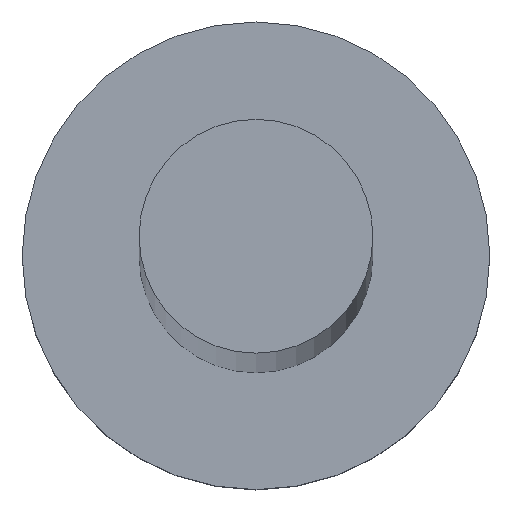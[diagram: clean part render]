
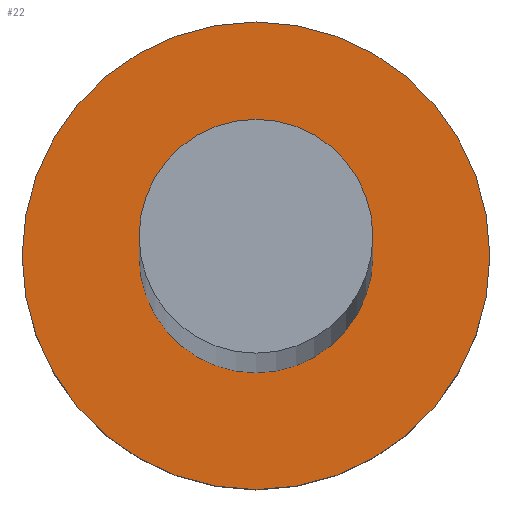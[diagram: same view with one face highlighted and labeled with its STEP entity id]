
A CAD part, top view. The second image highlights one B-rep face of the part: STEP entity #22.
In plain terms, the highlighted planar face has unit normal (0, 0, 1).
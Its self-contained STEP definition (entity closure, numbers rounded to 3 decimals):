
#5 = VERTEX_POINT ( 'NONE', #32 ) ;
#8 = CIRCLE ( 'NONE', #151, 2.5 ) ;
#10 = ORIENTED_EDGE ( 'NONE', *, *, #185, .F. ) ;
#11 = FACE_BOUND ( 'NONE', #110, .T. ) ;
#17 = DIRECTION ( 'NONE',  ( 0., 0., 1. ) ) ;
#22 = ADVANCED_FACE ( 'NONE', ( #11, #73 ), #130, .T. ) ;
#27 = EDGE_CURVE ( 'NONE', #248, #145, #8, .T. ) ;
#32 = CARTESIAN_POINT ( 'NONE',  ( -1.25, 0., 2. ) ) ;
#33 = EDGE_CURVE ( 'NONE', #5, #86, #253, .T. ) ;
#35 = CARTESIAN_POINT ( 'NONE',  ( 0., 0., 2. ) ) ;
#47 = AXIS2_PLACEMENT_3D ( 'NONE', #79, #58, #194 ) ;
#57 = DIRECTION ( 'NONE',  ( 1., 0., 0. ) ) ;
#58 = DIRECTION ( 'NONE',  ( 0., 0., 1. ) ) ;
#67 = CIRCLE ( 'NONE', #47, 2.5 ) ;
#70 = ORIENTED_EDGE ( 'NONE', *, *, #33, .F. ) ;
#73 = FACE_OUTER_BOUND ( 'NONE', #161, .T. ) ;
#79 = CARTESIAN_POINT ( 'NONE',  ( 0., 0., 2. ) ) ;
#86 = VERTEX_POINT ( 'NONE', #147 ) ;
#93 = CIRCLE ( 'NONE', #225, 1.25 ) ;
#110 = EDGE_LOOP ( 'NONE', ( #70, #10 ) ) ;
#112 = DIRECTION ( 'NONE',  ( 1., 0., 0. ) ) ;
#116 = CARTESIAN_POINT ( 'NONE',  ( 0., 0., 2. ) ) ;
#120 = AXIS2_PLACEMENT_3D ( 'NONE', #233, #17, #169 ) ;
#125 = ORIENTED_EDGE ( 'NONE', *, *, #27, .T. ) ;
#130 = PLANE ( 'NONE',  #120 ) ;
#131 = DIRECTION ( 'NONE',  ( 0., 0., 1. ) ) ;
#132 = DIRECTION ( 'NONE',  ( 0., 0., 1. ) ) ;
#138 = CARTESIAN_POINT ( 'NONE',  ( 2.5, 0., 2. ) ) ;
#141 = AXIS2_PLACEMENT_3D ( 'NONE', #190, #170, #57 ) ;
#145 = VERTEX_POINT ( 'NONE', #186 ) ;
#147 = CARTESIAN_POINT ( 'NONE',  ( 1.25, 0., 2. ) ) ;
#151 = AXIS2_PLACEMENT_3D ( 'NONE', #116, #131, #112 ) ;
#161 = EDGE_LOOP ( 'NONE', ( #245, #125 ) ) ;
#169 = DIRECTION ( 'NONE',  ( 1., 0., 0. ) ) ;
#170 = DIRECTION ( 'NONE',  ( 0., 0., 1. ) ) ;
#185 = EDGE_CURVE ( 'NONE', #86, #5, #93, .T. ) ;
#186 = CARTESIAN_POINT ( 'NONE',  ( -2.5, 0., 2. ) ) ;
#190 = CARTESIAN_POINT ( 'NONE',  ( 0., 0., 2. ) ) ;
#194 = DIRECTION ( 'NONE',  ( 1., 0., 0. ) ) ;
#211 = EDGE_CURVE ( 'NONE', #145, #248, #67, .T. ) ;
#225 = AXIS2_PLACEMENT_3D ( 'NONE', #35, #132, #254 ) ;
#233 = CARTESIAN_POINT ( 'NONE',  ( 0., 0., 2. ) ) ;
#245 = ORIENTED_EDGE ( 'NONE', *, *, #211, .T. ) ;
#248 = VERTEX_POINT ( 'NONE', #138 ) ;
#253 = CIRCLE ( 'NONE', #141, 1.25 ) ;
#254 = DIRECTION ( 'NONE',  ( 1., 0., 0. ) ) ;
